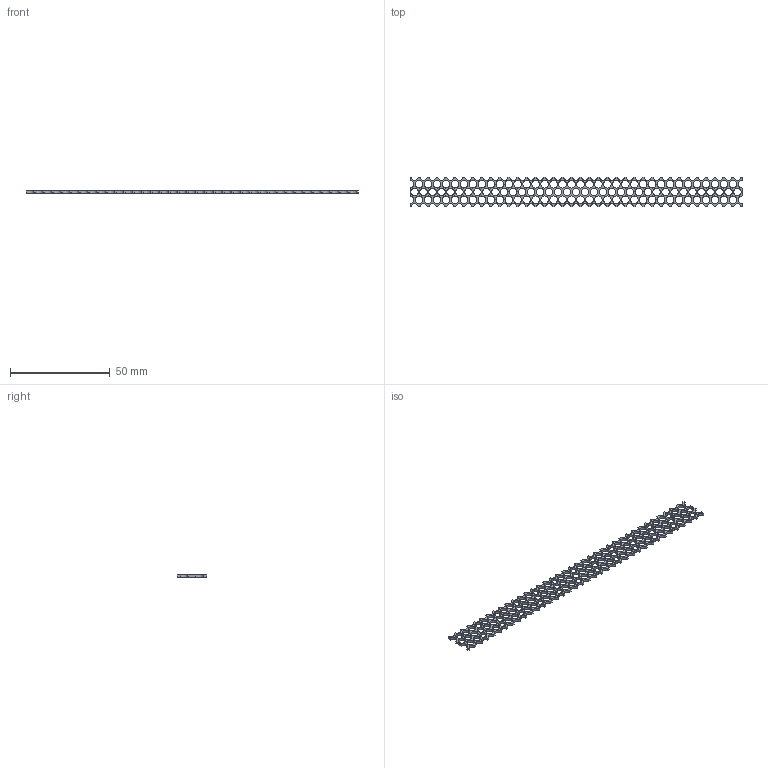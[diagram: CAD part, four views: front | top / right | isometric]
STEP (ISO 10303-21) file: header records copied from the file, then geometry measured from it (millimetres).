
FILE_DESCRIPTION(/* description */ (''),/* implementation_level */ '2;1');
FILE_NAME(/* name */ '86090812_IZK_M 16008-ADL-P.stp',/* time_stamp */ '2014-08-05T12:30:48+02:00',/* author */ ('nowak'),/* organization */ (''),/* preprocessor_version */ 'ST-DEVELOPER v15.2',/* originating_system */ 'Autodesk Inventor 2014',/* authorisation */ '');
FILE_SCHEMA (('AUTOMOTIVE_DESIGN { 1 0 10303 214 3 1 1 }'));
Length unit declared in the file: millimetre
Products named in the file (1): 86090812_IZK_M 16008-ADL-P
Bounding box: 166.6 x 14.74 x 1.2 mm (x, y, z)
Volume: 1073.6 mm3; surface area: 3922.1 mm2
Topology: 1 solids, 1 shells, 271 faces, 916 edges, 647 vertices
Faces by surface type: cylinder 187, plane 84
Full cylindrical faces by diameter (mm): 3.8 x109
Entity records: 9187 total; most frequent: DIRECTION 1616, CARTESIAN_POINT 1508, ORIENTED_EDGE 1396, EDGE_CURVE 698, AXIS2_PLACEMENT_3D 646, EDGE_LOOP 598, VERTEX_POINT 538, CIRCLE 374
